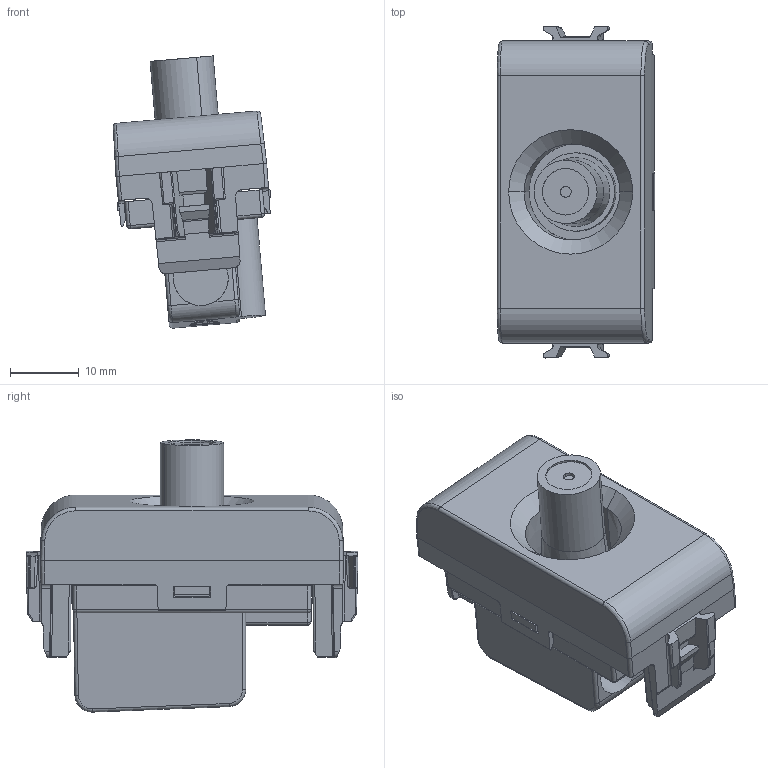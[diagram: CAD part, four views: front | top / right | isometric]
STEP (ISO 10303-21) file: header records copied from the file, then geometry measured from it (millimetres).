
FILE_DESCRIPTION(('CATIA V5 STEP Exchange','CAx-IF Rec.Pracs.--- Model Styling and Organization---1.4--- 2014-01-23'),'2;1');
FILE_NAME('GW10371.stp','2024-02-06T13:22:36+00:00',('none'),('none'),'CATIA Version 5-6 Release 2019 SP6','CATIA V5 STEP AP214 v1','none');
FILE_SCHEMA(('AUTOMOTIVE_DESIGN { 1 0 10303 214 1 1 1 1 }'));
Length unit declared in the file: millimetre
Products named in the file (1): GW10371
Bounding box: 22.88 x 48.25 x 39.55 mm (x, y, z)
Volume: 17086.5 mm3; surface area: 8253.4 mm2
Topology: 1 solids, 2 shells, 484 faces, 1302 edges, 815 vertices
Faces by surface type: plane 230, cylinder 176, bspline 49, sphere 17, cone 6, torus 6
Entity records: 17569 total; most frequent: CARTESIAN_POINT 6553, ORIENTED_EDGE 2574, DIRECTION 1577, EDGE_CURVE 1287, VERTEX_POINT 815, VECTOR 687, LINE 687, AXIS2_PLACEMENT_3D 531
